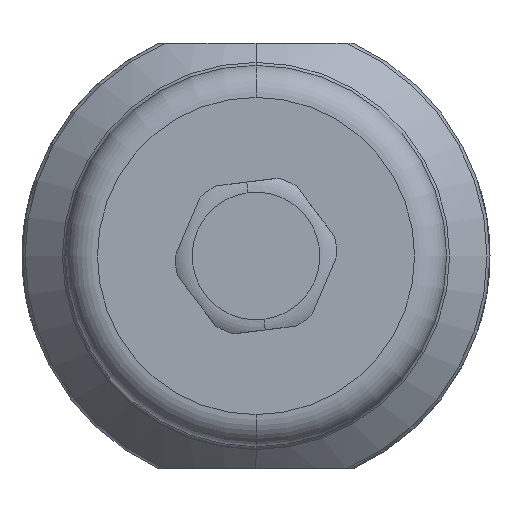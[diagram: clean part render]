
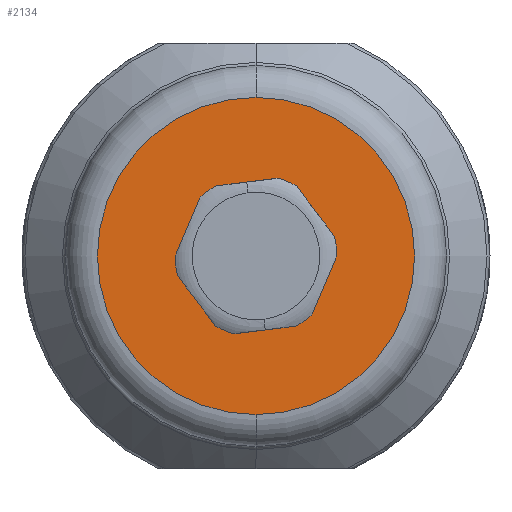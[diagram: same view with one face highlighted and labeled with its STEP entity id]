
A CAD part, front view. The second image highlights one B-rep face of the part: STEP entity #2134.
In plain terms, the highlighted planar face has unit normal (0, -1, 0).
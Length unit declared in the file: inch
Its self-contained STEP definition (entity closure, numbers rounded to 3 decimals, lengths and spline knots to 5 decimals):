
#18 = DIRECTION ( 'NONE',  ( 0., -1., 0. ) ) ;
#26 = CARTESIAN_POINT ( 'NONE',  ( 0.19662, -1.125, 0.46535 ) ) ;
#45 = CARTESIAN_POINT ( 'NONE',  ( 0., -1.125, 0.932 ) ) ;
#85 = AXIS2_PLACEMENT_3D ( 'NONE', #2448, #2813, #4000 ) ;
#185 = CARTESIAN_POINT ( 'NONE',  ( -0.46054, -1.125, -0.11632 ) ) ;
#274 = EDGE_LOOP ( 'NONE', ( #3998, #1974, #3331, #1256, #2756, #3051, #1253, #2120, #2750, #3651, #2677, #3762 ) ) ;
#312 = CARTESIAN_POINT ( 'NONE',  ( -0.19662, -1.125, -0.46535 ) ) ;
#316 = DIRECTION ( 'NONE',  ( 0.124, 0., -0.992 ) ) ;
#402 = DIRECTION ( 'NONE',  ( -0.389, 0., -0.921 ) ) ;
#404 = EDGE_CURVE ( 'NONE', #3257, #2237, #3678, .T. ) ;
#420 = PLANE ( 'NONE',  #3712 ) ;
#481 = EDGE_CURVE ( 'NONE', #3214, #2514, #2006, .T. ) ;
#482 = CARTESIAN_POINT ( 'NONE',  ( 0., -1.125, 0. ) ) ;
#548 = CIRCLE ( 'NONE', #2295, 0.932 ) ;
#590 = AXIS2_PLACEMENT_3D ( 'NONE', #1280, #3406, #316 ) ;
#616 = VERTEX_POINT ( 'NONE', #1220 ) ;
#701 = DIRECTION ( 'NONE',  ( 0.992, 0., 0.124 ) ) ;
#706 = CARTESIAN_POINT ( 'NONE',  ( 0.475, -1.125, 0.00012 ) ) ;
#710 = EDGE_CURVE ( 'NONE', #4031, #616, #1870, .T. ) ;
#743 = FACE_OUTER_BOUND ( 'NONE', #2423, .T. ) ;
#752 = ORIENTED_EDGE ( 'NONE', *, *, #3107, .T. ) ;
#852 = EDGE_CURVE ( 'NONE', #3594, #1976, #3968, .T. ) ;
#881 = VECTOR ( 'NONE', #402, 39.37008 ) ;
#904 = EDGE_CURVE ( 'NONE', #616, #2278, #4019, .T. ) ;
#913 = CARTESIAN_POINT ( 'NONE',  ( 0., -1.125, 0. ) ) ;
#982 = DIRECTION ( 'NONE',  ( 0.603, 0., -0.798 ) ) ;
#1095 = DIRECTION ( 'NONE',  ( 0.124, 0., -0.992 ) ) ;
#1115 = EDGE_CURVE ( 'NONE', #1143, #4031, #1425, .T. ) ;
#1118 = AXIS2_PLACEMENT_3D ( 'NONE', #913, #1213, #2158 ) ;
#1128 = CARTESIAN_POINT ( 'NONE',  ( -0.331, -1.125, 0.34068 ) ) ;
#1136 = EDGE_CURVE ( 'NONE', #2927, #3214, #3622, .T. ) ;
#1143 = VERTEX_POINT ( 'NONE', #1923 ) ;
#1146 = AXIS2_PLACEMENT_3D ( 'NONE', #2137, #18, #2167 ) ;
#1171 = DIRECTION ( 'NONE',  ( 0., 0., -1. ) ) ;
#1199 = CARTESIAN_POINT ( 'NONE',  ( 0., -1.125, 0. ) ) ;
#1213 = DIRECTION ( 'NONE',  ( 0., -1., 0. ) ) ;
#1220 = CARTESIAN_POINT ( 'NONE',  ( 0.12953, -1.125, 0.457 ) ) ;
#1253 = ORIENTED_EDGE ( 'NONE', *, *, #710, .F. ) ;
#1256 = ORIENTED_EDGE ( 'NONE', *, *, #1136, .F. ) ;
#1280 = CARTESIAN_POINT ( 'NONE',  ( 0., -1.125, 0. ) ) ;
#1282 = CIRCLE ( 'NONE', #590, 0.475 ) ;
#1328 = VECTOR ( 'NONE', #2718, 39.37008 ) ;
#1401 = CARTESIAN_POINT ( 'NONE',  ( 0.2374, -1.125, 0.41142 ) ) ;
#1412 = DIRECTION ( 'NONE',  ( 0.389, 0., 0.921 ) ) ;
#1417 = AXIS2_PLACEMENT_3D ( 'NONE', #3674, #3985, #2105 ) ;
#1425 = LINE ( 'NONE', #26, #3817 ) ;
#1535 = CARTESIAN_POINT ( 'NONE',  ( 0., -1.125, -0.932 ) ) ;
#1569 = CARTESIAN_POINT ( 'NONE',  ( 0.2376, -1.125, -0.4113 ) ) ;
#1870 = CIRCLE ( 'NONE', #3245, 0.475 ) ;
#1923 = CARTESIAN_POINT ( 'NONE',  ( 0.46054, -1.125, 0.11632 ) ) ;
#1965 = CIRCLE ( 'NONE', #1146, 0.475 ) ;
#1974 = ORIENTED_EDGE ( 'NONE', *, *, #3690, .F. ) ;
#1976 = VERTEX_POINT ( 'NONE', #706 ) ;
#2006 = CIRCLE ( 'NONE', #85, 0.475 ) ;
#2105 = DIRECTION ( 'NONE',  ( 0., 0., -1. ) ) ;
#2120 = ORIENTED_EDGE ( 'NONE', *, *, #1115, .F. ) ;
#2134 = ADVANCED_FACE ( 'NONE', ( #743, #3378 ), #420, .F. ) ;
#2137 = CARTESIAN_POINT ( 'NONE',  ( 0., -1.125, 0. ) ) ;
#2158 = DIRECTION ( 'NONE',  ( 0.124, 0., -0.992 ) ) ;
#2167 = DIRECTION ( 'NONE',  ( 0.124, 0., -0.992 ) ) ;
#2181 = CARTESIAN_POINT ( 'NONE',  ( -0.2376, -1.125, 0.4113 ) ) ;
#2211 = VECTOR ( 'NONE', #1412, 39.37008 ) ;
#2237 = VERTEX_POINT ( 'NONE', #1535 ) ;
#2238 = CARTESIAN_POINT ( 'NONE',  ( -0.475, -1.125, -0.00012 ) ) ;
#2244 = CIRCLE ( 'NONE', #1118, 0.475 ) ;
#2247 = EDGE_CURVE ( 'NONE', #3588, #3594, #1965, .T. ) ;
#2278 = VERTEX_POINT ( 'NONE', #2181 ) ;
#2295 = AXIS2_PLACEMENT_3D ( 'NONE', #1199, #3384, #1171 ) ;
#2333 = LINE ( 'NONE', #312, #3179 ) ;
#2348 = DIRECTION ( 'NONE',  ( 0., 0., 1. ) ) ;
#2391 = EDGE_CURVE ( 'NONE', #2910, #3588, #2441, .T. ) ;
#2423 = EDGE_LOOP ( 'NONE', ( #752, #2818 ) ) ;
#2432 = CIRCLE ( 'NONE', #2488, 0.475 ) ;
#2441 = LINE ( 'NONE', #3470, #2845 ) ;
#2448 = CARTESIAN_POINT ( 'NONE',  ( 0., -1.125, 0. ) ) ;
#2468 = VERTEX_POINT ( 'NONE', #3842 ) ;
#2488 = AXIS2_PLACEMENT_3D ( 'NONE', #482, #2924, #1095 ) ;
#2514 = VERTEX_POINT ( 'NONE', #185 ) ;
#2630 = EDGE_CURVE ( 'NONE', #2278, #2927, #1282, .T. ) ;
#2631 = CARTESIAN_POINT ( 'NONE',  ( -0.12953, -1.125, -0.457 ) ) ;
#2633 = CARTESIAN_POINT ( 'NONE',  ( -0.30469, -1.125, 0.40295 ) ) ;
#2664 = CARTESIAN_POINT ( 'NONE',  ( 0.50131, -1.125, 0.06239 ) ) ;
#2677 = ORIENTED_EDGE ( 'NONE', *, *, #2247, .F. ) ;
#2718 = DIRECTION ( 'NONE',  ( -0.992, 0., -0.124 ) ) ;
#2750 = ORIENTED_EDGE ( 'NONE', *, *, #3976, .F. ) ;
#2756 = ORIENTED_EDGE ( 'NONE', *, *, #2630, .F. ) ;
#2813 = DIRECTION ( 'NONE',  ( 0., -1., 0. ) ) ;
#2818 = ORIENTED_EDGE ( 'NONE', *, *, #404, .T. ) ;
#2845 = VECTOR ( 'NONE', #701, 39.37008 ) ;
#2910 = VERTEX_POINT ( 'NONE', #2631 ) ;
#2924 = DIRECTION ( 'NONE',  ( 0., -1., 0. ) ) ;
#2927 = VERTEX_POINT ( 'NONE', #1128 ) ;
#3001 = DIRECTION ( 'NONE',  ( 0., 1., 0. ) ) ;
#3051 = ORIENTED_EDGE ( 'NONE', *, *, #904, .F. ) ;
#3107 = EDGE_CURVE ( 'NONE', #2237, #3257, #548, .T. ) ;
#3162 = CARTESIAN_POINT ( 'NONE',  ( 0.331, -1.125, -0.34068 ) ) ;
#3179 = VECTOR ( 'NONE', #982, 39.37008 ) ;
#3200 = DIRECTION ( 'NONE',  ( -0.603, 0., 0.798 ) ) ;
#3205 = DIRECTION ( 'NONE',  ( 0., -1., 0. ) ) ;
#3214 = VERTEX_POINT ( 'NONE', #2238 ) ;
#3215 = CARTESIAN_POINT ( 'NONE',  ( 0., -1.125, 0. ) ) ;
#3245 = AXIS2_PLACEMENT_3D ( 'NONE', #3215, #3205, #3531 ) ;
#3257 = VERTEX_POINT ( 'NONE', #45 ) ;
#3331 = ORIENTED_EDGE ( 'NONE', *, *, #481, .F. ) ;
#3378 = FACE_BOUND ( 'NONE', #274, .T. ) ;
#3384 = DIRECTION ( 'NONE',  ( 0., -1., 0. ) ) ;
#3406 = DIRECTION ( 'NONE',  ( 0., -1., 0. ) ) ;
#3470 = CARTESIAN_POINT ( 'NONE',  ( 0.30469, -1.125, -0.40295 ) ) ;
#3512 = CARTESIAN_POINT ( 'NONE',  ( -0.50131, -1.125, -0.06239 ) ) ;
#3531 = DIRECTION ( 'NONE',  ( 0.124, 0., -0.992 ) ) ;
#3588 = VERTEX_POINT ( 'NONE', #1569 ) ;
#3594 = VERTEX_POINT ( 'NONE', #3162 ) ;
#3622 = LINE ( 'NONE', #3512, #881 ) ;
#3651 = ORIENTED_EDGE ( 'NONE', *, *, #852, .F. ) ;
#3674 = CARTESIAN_POINT ( 'NONE',  ( 0., -1.125, 0. ) ) ;
#3678 = CIRCLE ( 'NONE', #1417, 0.932 ) ;
#3690 = EDGE_CURVE ( 'NONE', #2514, #2468, #2333, .T. ) ;
#3712 = AXIS2_PLACEMENT_3D ( 'NONE', #3916, #3001, #2348 ) ;
#3762 = ORIENTED_EDGE ( 'NONE', *, *, #2391, .F. ) ;
#3776 = EDGE_CURVE ( 'NONE', #2468, #2910, #2244, .T. ) ;
#3817 = VECTOR ( 'NONE', #3200, 39.37008 ) ;
#3842 = CARTESIAN_POINT ( 'NONE',  ( -0.2374, -1.125, -0.41142 ) ) ;
#3916 = CARTESIAN_POINT ( 'NONE',  ( 0., -1.125, 0. ) ) ;
#3968 = LINE ( 'NONE', #2664, #2211 ) ;
#3976 = EDGE_CURVE ( 'NONE', #1976, #1143, #2432, .T. ) ;
#3985 = DIRECTION ( 'NONE',  ( 0., -1., 0. ) ) ;
#3998 = ORIENTED_EDGE ( 'NONE', *, *, #3776, .F. ) ;
#4000 = DIRECTION ( 'NONE',  ( 0.124, 0., -0.992 ) ) ;
#4019 = LINE ( 'NONE', #2633, #1328 ) ;
#4031 = VERTEX_POINT ( 'NONE', #1401 ) ;
